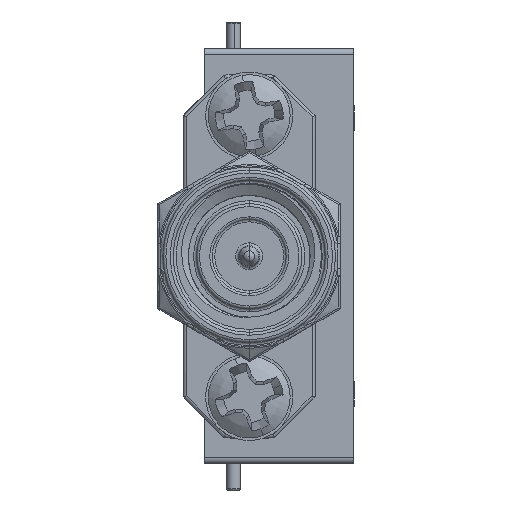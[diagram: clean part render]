
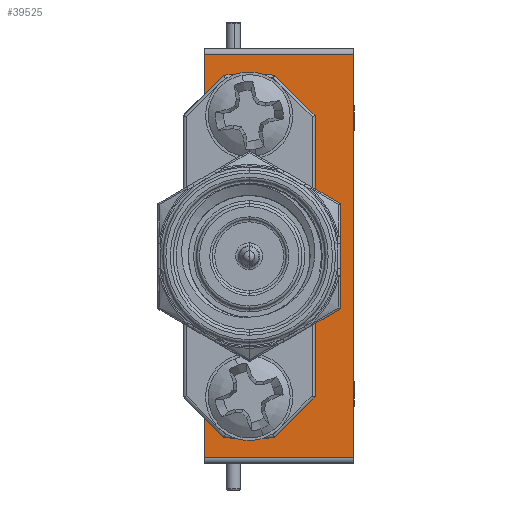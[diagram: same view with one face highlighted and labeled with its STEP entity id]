
A CAD part, left-side view. The second image highlights one B-rep face of the part: STEP entity #39525.
In plain terms, the highlighted planar face has unit normal (-1, 0, 0).
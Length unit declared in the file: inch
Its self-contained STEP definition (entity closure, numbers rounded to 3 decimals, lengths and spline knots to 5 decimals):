
#364 = CARTESIAN_POINT ( 'NONE',  ( -0.54, 0.058, -0.355 ) ) ;
#380 = CARTESIAN_POINT ( 'NONE',  ( -0.54, -0.09, -0.182 ) ) ;
#594 = CARTESIAN_POINT ( 'NONE',  ( -0.54, -0.018, -0.241 ) ) ;
#609 = PLANE ( 'NONE',  #16987 ) ;
#769 = EDGE_CURVE ( 'NONE', #55035, #37378, #52268, .T. ) ;
#1883 = EDGE_CURVE ( 'NONE', #20675, #33764, #27119, .T. ) ;
#2043 = ORIENTED_EDGE ( 'NONE', *, *, #21952, .F. ) ;
#2412 = ORIENTED_EDGE ( 'NONE', *, *, #54593, .F. ) ;
#3682 = CARTESIAN_POINT ( 'NONE',  ( -0.54, 0.058, -0.345 ) ) ;
#3698 = DIRECTION ( 'NONE',  ( 0., 0., 1. ) ) ;
#4039 = CARTESIAN_POINT ( 'NONE',  ( -0.54, -0.018, 0.1875 ) ) ;
#5766 = ORIENTED_EDGE ( 'NONE', *, *, #55485, .F. ) ;
#5797 = AXIS2_PLACEMENT_3D ( 'NONE', #13559, #21848, #39084 ) ;
#5934 = VERTEX_POINT ( 'NONE', #40654 ) ;
#6811 = VECTOR ( 'NONE', #37774, 39.37008 ) ;
#7212 = DIRECTION ( 'NONE',  ( 0., 0., 1. ) ) ;
#8016 = VECTOR ( 'NONE', #7212, 39.37008 ) ;
#8548 = DIRECTION ( 'NONE',  ( 0., 0., 1. ) ) ;
#8709 = DIRECTION ( 'NONE',  ( 0., 0., 1. ) ) ;
#10462 = EDGE_LOOP ( 'NONE', ( #28710, #26332, #14117, #20697, #18628, #17404, #2043, #10594 ) ) ;
#10594 = ORIENTED_EDGE ( 'NONE', *, *, #22823, .T. ) ;
#11030 = CARTESIAN_POINT ( 'NONE',  ( -0.54, -0.197, -0.345 ) ) ;
#11736 = VECTOR ( 'NONE', #47640, 39.37008 ) ;
#11797 = LINE ( 'NONE', #21782, #39081 ) ;
#12076 = EDGE_CURVE ( 'NONE', #52963, #37378, #30946, .T. ) ;
#12368 = EDGE_LOOP ( 'NONE', ( #2412, #5766 ) ) ;
#13559 = CARTESIAN_POINT ( 'NONE',  ( -0.54, -0.018, -0.241 ) ) ;
#14103 = DIRECTION ( 'NONE',  ( 0., 0., 1. ) ) ;
#14117 = ORIENTED_EDGE ( 'NONE', *, *, #769, .F. ) ;
#14723 = CARTESIAN_POINT ( 'NONE',  ( -0.54, -0.197, 0.345 ) ) ;
#16614 = LINE ( 'NONE', #46345, #8016 ) ;
#16818 = VECTOR ( 'NONE', #14103, 39.37008 ) ;
#16987 = AXIS2_PLACEMENT_3D ( 'NONE', #17465, #30489, #31030 ) ;
#17404 = ORIENTED_EDGE ( 'NONE', *, *, #53844, .T. ) ;
#17465 = CARTESIAN_POINT ( 'NONE',  ( -0.54, 0.058, -0.355 ) ) ;
#18628 = ORIENTED_EDGE ( 'NONE', *, *, #38043, .F. ) ;
#18950 = LINE ( 'NONE', #26905, #16818 ) ;
#19872 = AXIS2_PLACEMENT_3D ( 'NONE', #56083, #51544, #8709 ) ;
#20675 = VERTEX_POINT ( 'NONE', #49087 ) ;
#20697 = ORIENTED_EDGE ( 'NONE', *, *, #29685, .F. ) ;
#21132 = CARTESIAN_POINT ( 'NONE',  ( -0.54, 0.058, 0.182 ) ) ;
#21488 = DIRECTION ( 'NONE',  ( 0., 1., 0. ) ) ;
#21782 = CARTESIAN_POINT ( 'NONE',  ( -0.54, -0.09, 0.182 ) ) ;
#21848 = DIRECTION ( 'NONE',  ( -1., 0., 0. ) ) ;
#21952 = EDGE_CURVE ( 'NONE', #37527, #25186, #38628, .T. ) ;
#22605 = DIRECTION ( 'NONE',  ( 0., 1., 0. ) ) ;
#22823 = EDGE_CURVE ( 'NONE', #37527, #44500, #28769, .T. ) ;
#23009 = CARTESIAN_POINT ( 'NONE',  ( -0.54, 0.058, -0.355 ) ) ;
#23385 = AXIS2_PLACEMENT_3D ( 'NONE', #43113, #51582, #34311 ) ;
#24975 = ORIENTED_EDGE ( 'NONE', *, *, #1883, .F. ) ;
#25123 = EDGE_CURVE ( 'NONE', #33764, #20675, #46820, .T. ) ;
#25186 = VERTEX_POINT ( 'NONE', #30668 ) ;
#26176 = CARTESIAN_POINT ( 'NONE',  ( -0.54, 0.058, 0.345 ) ) ;
#26332 = ORIENTED_EDGE ( 'NONE', *, *, #12076, .T. ) ;
#26905 = CARTESIAN_POINT ( 'NONE',  ( -0.54, -0.09, 0.182 ) ) ;
#27119 = CIRCLE ( 'NONE', #19872, 0.0525 ) ;
#27301 = VECTOR ( 'NONE', #3698, 39.37008 ) ;
#28344 = EDGE_CURVE ( 'NONE', #44500, #52963, #16614, .T. ) ;
#28710 = ORIENTED_EDGE ( 'NONE', *, *, #28344, .T. ) ;
#28769 = LINE ( 'NONE', #41759, #6811 ) ;
#29630 = FACE_BOUND ( 'NONE', #47120, .T. ) ;
#29685 = EDGE_CURVE ( 'NONE', #41775, #55035, #11797, .T. ) ;
#30202 = FACE_BOUND ( 'NONE', #12368, .T. ) ;
#30489 = DIRECTION ( 'NONE',  ( 1., 0., 0. ) ) ;
#30668 = CARTESIAN_POINT ( 'NONE',  ( -0.54, 0.058, -0.182 ) ) ;
#30808 = LINE ( 'NONE', #380, #33834 ) ;
#30946 = LINE ( 'NONE', #26176, #11736 ) ;
#31030 = DIRECTION ( 'NONE',  ( 0., 1., 0. ) ) ;
#31062 = DIRECTION ( 'NONE',  ( 0., 0., 1. ) ) ;
#31067 = CIRCLE ( 'NONE', #47337, 0.0525 ) ;
#31868 = VERTEX_POINT ( 'NONE', #32295 ) ;
#32295 = CARTESIAN_POINT ( 'NONE',  ( -0.54, -0.018, -0.1885 ) ) ;
#33764 = VERTEX_POINT ( 'NONE', #4039 ) ;
#33834 = VECTOR ( 'NONE', #22605, 39.37008 ) ;
#34311 = DIRECTION ( 'NONE',  ( 0., 0., 1. ) ) ;
#35258 = CARTESIAN_POINT ( 'NONE',  ( -0.54, -0.09, 0.182 ) ) ;
#37378 = VERTEX_POINT ( 'NONE', #40924 ) ;
#37527 = VERTEX_POINT ( 'NONE', #3682 ) ;
#37774 = DIRECTION ( 'NONE',  ( 0., -1., 0. ) ) ;
#38043 = EDGE_CURVE ( 'NONE', #5934, #41775, #18950, .T. ) ;
#38628 = LINE ( 'NONE', #23009, #27301 ) ;
#39081 = VECTOR ( 'NONE', #21488, 39.37008 ) ;
#39084 = DIRECTION ( 'NONE',  ( 0., 0., 1. ) ) ;
#39525 = ADVANCED_FACE ( 'NONE', ( #29630, #30202, #52235 ), #609, .F. ) ;
#40654 = CARTESIAN_POINT ( 'NONE',  ( -0.54, -0.09, -0.182 ) ) ;
#40924 = CARTESIAN_POINT ( 'NONE',  ( -0.54, 0.058, 0.345 ) ) ;
#41018 = ORIENTED_EDGE ( 'NONE', *, *, #25123, .F. ) ;
#41548 = CARTESIAN_POINT ( 'NONE',  ( -0.54, -0.018, -0.2935 ) ) ;
#41759 = CARTESIAN_POINT ( 'NONE',  ( -0.54, 0.058, -0.345 ) ) ;
#41775 = VERTEX_POINT ( 'NONE', #35258 ) ;
#43113 = CARTESIAN_POINT ( 'NONE',  ( -0.54, -0.018, 0.24 ) ) ;
#44500 = VERTEX_POINT ( 'NONE', #11030 ) ;
#45053 = VECTOR ( 'NONE', #31062, 39.37008 ) ;
#46345 = CARTESIAN_POINT ( 'NONE',  ( -0.54, -0.197, -0.355 ) ) ;
#46820 = CIRCLE ( 'NONE', #23385, 0.0525 ) ;
#47120 = EDGE_LOOP ( 'NONE', ( #24975, #41018 ) ) ;
#47337 = AXIS2_PLACEMENT_3D ( 'NONE', #594, #52803, #8548 ) ;
#47640 = DIRECTION ( 'NONE',  ( 0., 1., 0. ) ) ;
#48589 = VERTEX_POINT ( 'NONE', #41548 ) ;
#49087 = CARTESIAN_POINT ( 'NONE',  ( -0.54, -0.018, 0.2925 ) ) ;
#51544 = DIRECTION ( 'NONE',  ( -1., 0., 0. ) ) ;
#51582 = DIRECTION ( 'NONE',  ( -1., 0., 0. ) ) ;
#52235 = FACE_OUTER_BOUND ( 'NONE', #10462, .T. ) ;
#52268 = LINE ( 'NONE', #364, #45053 ) ;
#52803 = DIRECTION ( 'NONE',  ( -1., 0., 0. ) ) ;
#52879 = CIRCLE ( 'NONE', #5797, 0.0525 ) ;
#52963 = VERTEX_POINT ( 'NONE', #14723 ) ;
#53844 = EDGE_CURVE ( 'NONE', #5934, #25186, #30808, .T. ) ;
#54593 = EDGE_CURVE ( 'NONE', #31868, #48589, #31067, .T. ) ;
#55035 = VERTEX_POINT ( 'NONE', #21132 ) ;
#55485 = EDGE_CURVE ( 'NONE', #48589, #31868, #52879, .T. ) ;
#56083 = CARTESIAN_POINT ( 'NONE',  ( -0.54, -0.018, 0.24 ) ) ;
